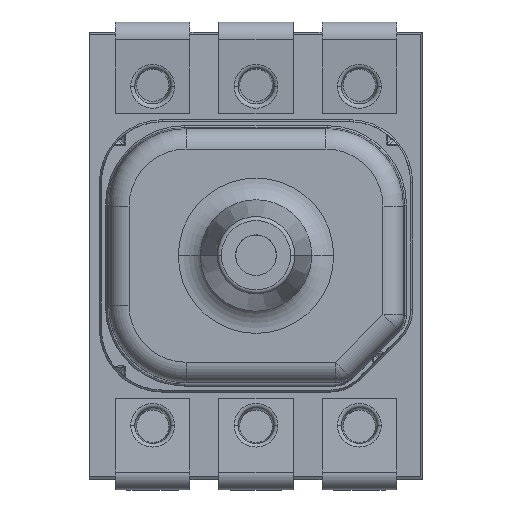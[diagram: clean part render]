
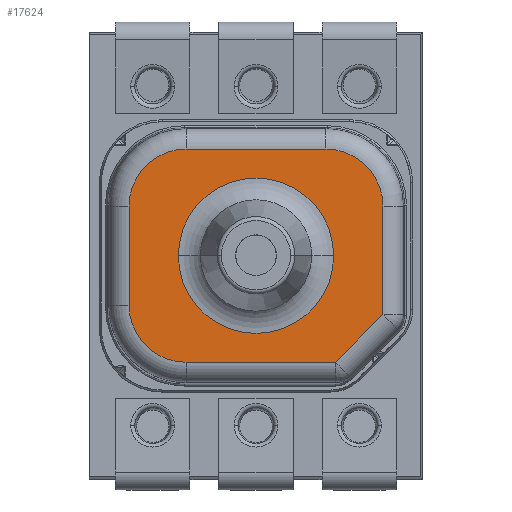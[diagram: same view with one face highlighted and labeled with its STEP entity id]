
A CAD part, top view. The second image highlights one B-rep face of the part: STEP entity #17624.
In plain terms, the highlighted planar face has unit normal (0, 0, 1).
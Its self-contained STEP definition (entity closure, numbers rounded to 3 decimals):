
#6182=CARTESIAN_POINT('',(5.669,8.079,3.59));
#6183=DIRECTION('',(0.,0.,-1.));
#6184=DIRECTION('',(0.,-1.,0.));
#6185=AXIS2_PLACEMENT_3D('',#6182,#6183,#6184);
#6187=CARTESIAN_POINT('',(5.669,10.521,3.59));
#6188=DIRECTION('',(0.,0.,-1.));
#6189=DIRECTION('',(-1.,0.,0.));
#6190=AXIS2_PLACEMENT_3D('',#6187,#6188,#6189);
#6192=CARTESIAN_POINT('',(9.111,10.521,3.59));
#6193=DIRECTION('',(0.,0.,-1.));
#6194=DIRECTION('',(0.,1.,0.));
#6195=AXIS2_PLACEMENT_3D('',#6192,#6193,#6194);
#6197=DIRECTION('',(-0.707,-0.707,0.));
#6198=VECTOR('',#6197,1.654);
#6199=CARTESIAN_POINT('',(10.51,7.849,3.59));
#6200=LINE('',#6199,#6198);
#6201=CARTESIAN_POINT('',(7.39,9.3,3.59));
#6202=DIRECTION('',(0.,0.,1.));
#6203=DIRECTION('',(1.,0.,0.));
#6204=AXIS2_PLACEMENT_3D('',#6201,#6202,#6203);
#6206=CARTESIAN_POINT('',(7.39,9.3,3.59));
#6207=DIRECTION('',(0.,0.,1.));
#6208=DIRECTION('',(-1.,0.,0.));
#6209=AXIS2_PLACEMENT_3D('',#6206,#6207,#6208);
#6211=DIRECTION('',(1.,0.,0.));
#6212=VECTOR('',#6211,3.671);
#6213=CARTESIAN_POINT('',(5.67,6.68,3.59));
#6214=LINE('',#6213,#6212);
#6225=DIRECTION('',(0.,-1.,0.));
#6226=VECTOR('',#6225,2.441);
#6227=CARTESIAN_POINT('',(4.27,10.52,3.59));
#6228=LINE('',#6227,#6226);
#6239=DIRECTION('',(-1.,0.,0.));
#6240=VECTOR('',#6239,3.441);
#6241=CARTESIAN_POINT('',(9.11,11.92,3.59));
#6242=LINE('',#6241,#6240);
#6253=DIRECTION('',(0.,1.,0.));
#6254=VECTOR('',#6253,2.671);
#6255=CARTESIAN_POINT('',(10.51,7.849,3.59));
#6256=LINE('',#6255,#6254);
#8826=CARTESIAN_POINT('',(5.48,9.3,3.59));
#8827=VERTEX_POINT('',#8826);
#8828=CARTESIAN_POINT('',(5.67,6.68,3.59));
#8829=CARTESIAN_POINT('',(9.341,6.68,3.59));
#8830=VERTEX_POINT('',#8828);
#8831=VERTEX_POINT('',#8829);
#8832=CARTESIAN_POINT('',(4.27,8.08,3.59));
#8833=VERTEX_POINT('',#8832);
#8834=CARTESIAN_POINT('',(4.27,10.52,3.59));
#8835=VERTEX_POINT('',#8834);
#8836=CARTESIAN_POINT('',(5.67,11.92,3.59));
#8837=VERTEX_POINT('',#8836);
#8838=CARTESIAN_POINT('',(9.11,11.92,3.59));
#8839=VERTEX_POINT('',#8838);
#8840=CARTESIAN_POINT('',(10.51,10.52,3.59));
#8841=VERTEX_POINT('',#8840);
#8842=CARTESIAN_POINT('',(10.51,7.849,3.59));
#8843=VERTEX_POINT('',#8842);
#8844=CARTESIAN_POINT('',(9.3,9.3,3.59));
#8845=VERTEX_POINT('',#8844);
#17596=CARTESIAN_POINT('',(7.39,9.3,3.59));
#17597=DIRECTION('',(0.,0.,1.));
#17598=DIRECTION('',(-1.,0.,0.));
#17599=AXIS2_PLACEMENT_3D('',#17596,#17597,#17598);
#17600=PLANE('',#17599);
#17602=ORIENTED_EDGE('',*,*,#17601,.F.);
#17604=ORIENTED_EDGE('',*,*,#17603,.T.);
#17606=ORIENTED_EDGE('',*,*,#17605,.F.);
#17608=ORIENTED_EDGE('',*,*,#17607,.T.);
#17610=ORIENTED_EDGE('',*,*,#17609,.F.);
#17612=ORIENTED_EDGE('',*,*,#17611,.T.);
#17614=ORIENTED_EDGE('',*,*,#17613,.F.);
#17615=ORIENTED_EDGE('',*,*,#17586,.T.);
#17616=EDGE_LOOP('',(#17602,#17604,#17606,#17608,#17610,#17612,#17614,#17615));
#17617=FACE_OUTER_BOUND('',#17616,.F.);
#17619=ORIENTED_EDGE('',*,*,#17618,.T.);
#17621=ORIENTED_EDGE('',*,*,#17620,.T.);
#17622=EDGE_LOOP('',(#17619,#17621));
#17623=FACE_BOUND('',#17622,.F.);
#17624=ADVANCED_FACE('',(#17617,#17623),#17600,.T.);
#6186=CIRCLE('',#6185,1.4);
#6191=CIRCLE('',#6190,1.4);
#6196=CIRCLE('',#6195,1.4);
#6205=CIRCLE('',#6204,1.91);
#6210=CIRCLE('',#6209,1.91);
#17586=EDGE_CURVE('',#8843,#8831,#6200,.T.);
#17601=EDGE_CURVE('',#8830,#8831,#6214,.T.);
#17603=EDGE_CURVE('',#8830,#8833,#6186,.T.);
#17605=EDGE_CURVE('',#8835,#8833,#6228,.T.);
#17607=EDGE_CURVE('',#8835,#8837,#6191,.T.);
#17609=EDGE_CURVE('',#8839,#8837,#6242,.T.);
#17611=EDGE_CURVE('',#8839,#8841,#6196,.T.);
#17613=EDGE_CURVE('',#8843,#8841,#6256,.T.);
#17618=EDGE_CURVE('',#8845,#8827,#6205,.T.);
#17620=EDGE_CURVE('',#8827,#8845,#6210,.T.);
